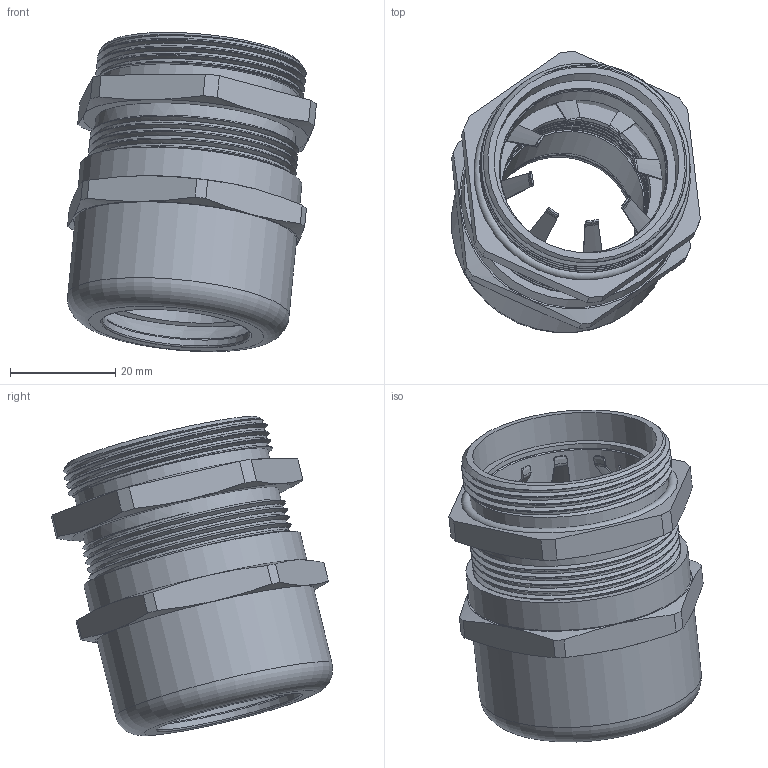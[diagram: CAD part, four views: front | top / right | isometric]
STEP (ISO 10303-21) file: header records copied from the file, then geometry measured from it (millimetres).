
FILE_DESCRIPTION(/* description */ ('Euro-Top-EMV 3/M M40x1,5'),/* implementation_level */ '2;1');
FILE_NAME(/* name */ '61084540LF-RST.stp',/* time_stamp */ '2020-10-15T09:57:13+02:00',/* author */ ('sl'),/* organization */ (''),/* preprocessor_version */ 'ST-DEVELOPER v16.5',/* originating_system */ 'Autodesk Inventor 2017',/* authorisation */ '');
FILE_SCHEMA (('AUTOMOTIVE_DESIGN { 1 0 10303 214 3 1 1 }'));
Length unit declared in the file: millimetre
Products named in the file (8): 61084540LF; 61084540; 61084540_1; 61084540_2; 61084540_3; 61084540_4; 61084540_5; 61084540_6
Assembly tree (7 placements, depth 2):
  61084540LF
    61084540
    61084540_1
    61084540_2
    61084540_3
    61084540_4
    61084540_5
    61084540_6
Bounding box: 47.28 x 53.42 x 60.66 mm (x, y, z)
Volume: 27476.3 mm3; surface area: 36648.9 mm2
Topology: 7 solids, 7 shells, 505 faces, 1423 edges, 947 vertices
Faces by surface type: plane 219, cylinder 170, torus 61, cone 48, bspline 7
Full cylindrical faces by diameter (mm): 27.74 x1, 28.17 x4, 28.26 x1, 28.37 x5, 31.69 x1, 32.23 x1, 33.06 x1, 33.51 x1, 33.9 x1, 33.96 x1, 34.6 x1, 34.67 x1, 34.84 x1, 35 x2, 35.2 x1, 35.64 x1, 36 x1, 37.64 x1, 37.788 x1, 38.238 x7, 39.702 x12, 41.332 x1, 42.38 x2
Entity records: 21612 total; most frequent: CARTESIAN_POINT 9040, ORIENTED_EDGE 2628, DIRECTION 2580, EDGE_CURVE 1314, AXIS2_PLACEMENT_3D 1015, VERTEX_POINT 903, EDGE_LOOP 563, LINE 550
